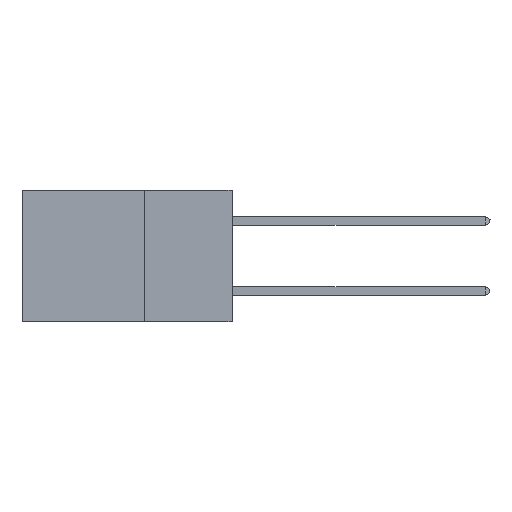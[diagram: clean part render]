
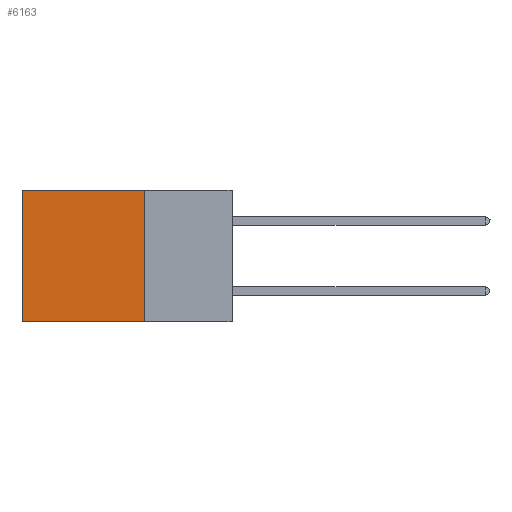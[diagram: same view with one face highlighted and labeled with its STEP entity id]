
A CAD part, left-side view. The second image highlights one B-rep face of the part: STEP entity #6163.
In plain terms, the highlighted planar face has unit normal (-1, 0, 0).
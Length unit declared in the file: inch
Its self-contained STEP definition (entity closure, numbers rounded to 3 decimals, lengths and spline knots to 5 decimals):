
#275 = LINE ( 'NONE', #2562, #11981 ) ;
#1081 = CARTESIAN_POINT ( 'NONE',  ( 0.2875, 0.25, -0.375 ) ) ;
#1335 = LINE ( 'NONE', #4416, #12898 ) ;
#1383 = DIRECTION ( 'NONE',  ( 0., 1., 0. ) ) ;
#1595 = CARTESIAN_POINT ( 'NONE',  ( 0.2875, 0.25, 0. ) ) ;
#2428 = VERTEX_POINT ( 'NONE', #11313 ) ;
#2562 = CARTESIAN_POINT ( 'NONE',  ( 0.2875, 0.25, -0.375 ) ) ;
#2894 = EDGE_CURVE ( 'NONE', #6042, #6092, #7868, .T. ) ;
#4306 = CARTESIAN_POINT ( 'NONE',  ( 0.2875, 0.25, -0.375 ) ) ;
#4416 = CARTESIAN_POINT ( 'NONE',  ( 0.2875, 0.6, -0.375 ) ) ;
#4428 = PLANE ( 'NONE',  #13206 ) ;
#4497 = DIRECTION ( 'NONE',  ( 0., 0., -1. ) ) ;
#5458 = CARTESIAN_POINT ( 'NONE',  ( 0.2875, 0.25, -0.375 ) ) ;
#5544 = FACE_OUTER_BOUND ( 'NONE', #7172, .T. ) ;
#5616 = DIRECTION ( 'NONE',  ( 1., 0., 0. ) ) ;
#5919 = DIRECTION ( 'NONE',  ( 0., 0., -1. ) ) ;
#6042 = VERTEX_POINT ( 'NONE', #11045 ) ;
#6092 = VERTEX_POINT ( 'NONE', #5458 ) ;
#6136 = DIRECTION ( 'NONE',  ( 0., 1., 0. ) ) ;
#6163 = ADVANCED_FACE ( 'NONE', ( #5544 ), #4428, .F. ) ;
#6203 = CARTESIAN_POINT ( 'NONE',  ( 0.2875, 0.6, -0.375 ) ) ;
#7100 = EDGE_CURVE ( 'NONE', #6092, #8701, #275, .T. ) ;
#7172 = EDGE_LOOP ( 'NONE', ( #10367, #13241, #10374, #11636 ) ) ;
#7868 = LINE ( 'NONE', #4306, #12097 ) ;
#8701 = VERTEX_POINT ( 'NONE', #6203 ) ;
#8946 = DIRECTION ( 'NONE',  ( 0., 0., -1. ) ) ;
#10367 = ORIENTED_EDGE ( 'NONE', *, *, #13213, .T. ) ;
#10374 = ORIENTED_EDGE ( 'NONE', *, *, #2894, .F. ) ;
#11045 = CARTESIAN_POINT ( 'NONE',  ( 0.2875, 0.25, 0. ) ) ;
#11313 = CARTESIAN_POINT ( 'NONE',  ( 0.2875, 0.6, 0. ) ) ;
#11636 = ORIENTED_EDGE ( 'NONE', *, *, #14158, .T. ) ;
#11981 = VECTOR ( 'NONE', #1383, 39.37008 ) ;
#12097 = VECTOR ( 'NONE', #5919, 39.37008 ) ;
#12642 = VECTOR ( 'NONE', #6136, 39.37008 ) ;
#12898 = VECTOR ( 'NONE', #8946, 39.37008 ) ;
#12916 = LINE ( 'NONE', #1595, #12642 ) ;
#13206 = AXIS2_PLACEMENT_3D ( 'NONE', #1081, #5616, #4497 ) ;
#13213 = EDGE_CURVE ( 'NONE', #2428, #8701, #1335, .T. ) ;
#13241 = ORIENTED_EDGE ( 'NONE', *, *, #7100, .F. ) ;
#14158 = EDGE_CURVE ( 'NONE', #6042, #2428, #12916, .T. ) ;
